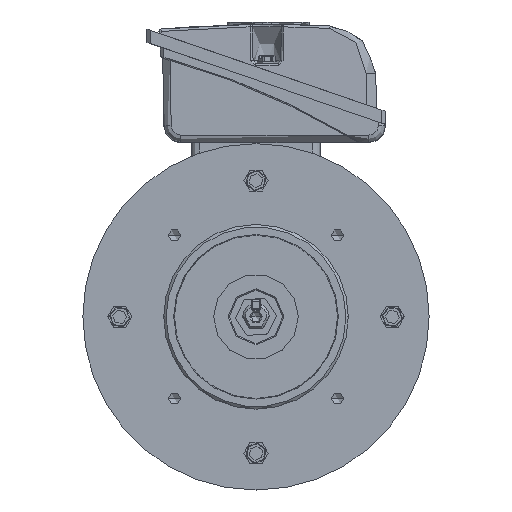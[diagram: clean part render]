
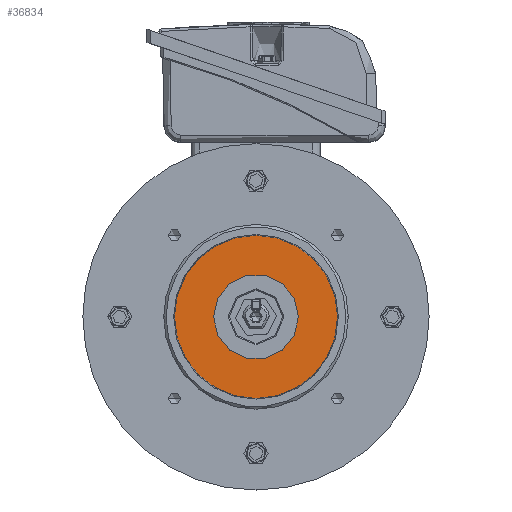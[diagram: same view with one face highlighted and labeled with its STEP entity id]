
A CAD part, top view. The second image highlights one B-rep face of the part: STEP entity #36834.
In plain terms, the highlighted face is planar.
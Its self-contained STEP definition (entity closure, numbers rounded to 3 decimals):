
#1081 = CIRCLE ( 'NONE', #9823, 33.686 ) ;
#1749 = CARTESIAN_POINT ( 'NONE',  ( -17.5, 0., -3.501 ) ) ;
#2580 = CARTESIAN_POINT ( 'NONE',  ( 33.686, 0., -3.501 ) ) ;
#2714 = DIRECTION ( 'NONE',  ( 0., 0., 1. ) ) ;
#5474 = AXIS2_PLACEMENT_3D ( 'NONE', #30884, #18632, #51414 ) ;
#5977 = CARTESIAN_POINT ( 'NONE',  ( 0., 17.5, -3.501 ) ) ;
#9487 = VERTEX_POINT ( 'NONE', #28264 ) ;
#9823 = AXIS2_PLACEMENT_3D ( 'NONE', #23817, #2714, #39700 ) ;
#9863 = DIRECTION ( 'NONE',  ( 0., 0., 1. ) ) ;
#11098 = CIRCLE ( 'NONE', #18858, 17.5 ) ;
#12107 = AXIS2_PLACEMENT_3D ( 'NONE', #5977, #43113, #26867 ) ;
#12397 = EDGE_LOOP ( 'NONE', ( #24420, #34342 ) ) ;
#14019 = PLANE ( 'NONE',  #12107 ) ;
#15148 = VERTEX_POINT ( 'NONE', #2580 ) ;
#17716 = CARTESIAN_POINT ( 'NONE',  ( 0., 0., -3.501 ) ) ;
#18632 = DIRECTION ( 'NONE',  ( 0., 0., 1. ) ) ;
#18858 = AXIS2_PLACEMENT_3D ( 'NONE', #17716, #9863, #42788 ) ;
#19665 = DIRECTION ( 'NONE',  ( 0., 0., 1. ) ) ;
#20024 = EDGE_CURVE ( 'NONE', #52320, #15148, #1081, .T. ) ;
#20833 = FACE_OUTER_BOUND ( 'NONE', #12397, .T. ) ;
#23817 = CARTESIAN_POINT ( 'NONE',  ( 0., 0., -3.501 ) ) ;
#24420 = ORIENTED_EDGE ( 'NONE', *, *, #20024, .F. ) ;
#25783 = EDGE_CURVE ( 'NONE', #51284, #9487, #26337, .T. ) ;
#26337 = CIRCLE ( 'NONE', #5474, 17.5 ) ;
#26867 = DIRECTION ( 'NONE',  ( 1., 0., 0. ) ) ;
#27509 = EDGE_CURVE ( 'NONE', #9487, #51284, #11098, .T. ) ;
#27718 = ORIENTED_EDGE ( 'NONE', *, *, #25783, .T. ) ;
#28264 = CARTESIAN_POINT ( 'NONE',  ( 17.5, 0., -3.501 ) ) ;
#28695 = CIRCLE ( 'NONE', #34504, 33.686 ) ;
#30884 = CARTESIAN_POINT ( 'NONE',  ( 0., 0., -3.501 ) ) ;
#34342 = ORIENTED_EDGE ( 'NONE', *, *, #36898, .F. ) ;
#34504 = AXIS2_PLACEMENT_3D ( 'NONE', #44194, #19665, #52647 ) ;
#36834 = ADVANCED_FACE ( 'NONE', ( #20833, #52921 ), #14019, .F. ) ;
#36898 = EDGE_CURVE ( 'NONE', #15148, #52320, #28695, .T. ) ;
#37390 = CARTESIAN_POINT ( 'NONE',  ( -33.686, 0., -3.501 ) ) ;
#39700 = DIRECTION ( 'NONE',  ( 1., 0., 0. ) ) ;
#42788 = DIRECTION ( 'NONE',  ( 1., 0., 0. ) ) ;
#43113 = DIRECTION ( 'NONE',  ( 0., 0., 1. ) ) ;
#44194 = CARTESIAN_POINT ( 'NONE',  ( 0., 0., -3.501 ) ) ;
#45205 = EDGE_LOOP ( 'NONE', ( #53153, #27718 ) ) ;
#51284 = VERTEX_POINT ( 'NONE', #1749 ) ;
#51414 = DIRECTION ( 'NONE',  ( 1., 0., 0. ) ) ;
#52320 = VERTEX_POINT ( 'NONE', #37390 ) ;
#52647 = DIRECTION ( 'NONE',  ( 1., 0., 0. ) ) ;
#52921 = FACE_BOUND ( 'NONE', #45205, .T. ) ;
#53153 = ORIENTED_EDGE ( 'NONE', *, *, #27509, .T. ) ;
